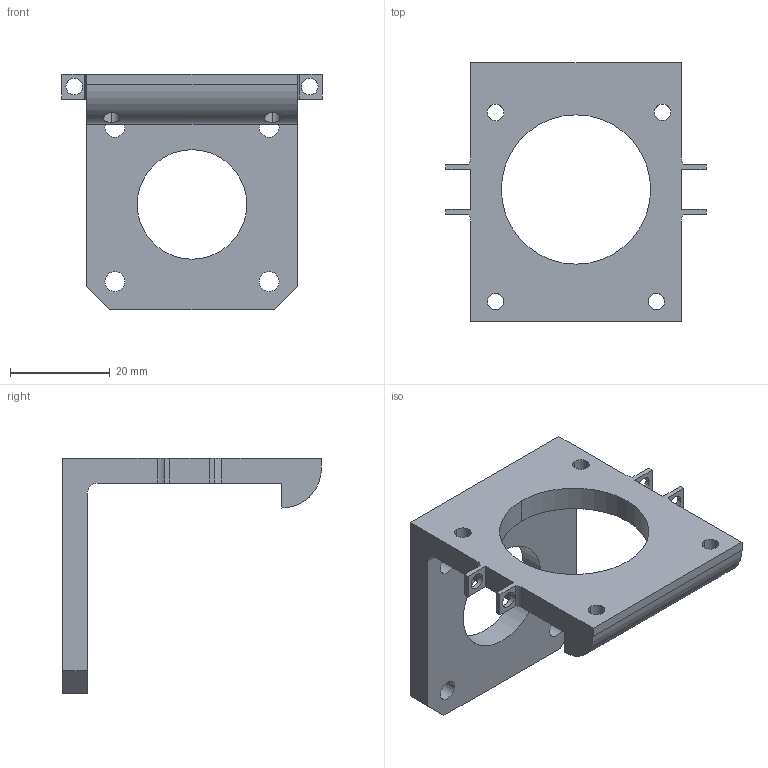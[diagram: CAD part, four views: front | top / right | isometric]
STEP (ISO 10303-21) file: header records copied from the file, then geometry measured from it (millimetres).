
FILE_DESCRIPTION((''),'2;1');
FILE_NAME('PIVOT_MOTOR_ATTACH','2020-12-29T20:03:39',('TINH LE'),(''),'CREO PARAMETRIC BY PTC INC, 2020154','CREO PARAMETRIC BY PTC INC, 2020154','');
FILE_SCHEMA(('CONFIG_CONTROL_DESIGN'));
Length unit declared in the file: millimetre
Products named in the file (1): PIVOT_MOTOR_ATTACH
Bounding box: 52.3 x 52 x 47.3 mm (x, y, z)
Volume: 15125.9 mm3; surface area: 8784.7 mm2
Topology: 1 solids, 1 shells, 61 faces, 177 edges, 118 vertices
Faces by surface type: cylinder 34, plane 27
Entity records: 2175 total; most frequent: CARTESIAN_POINT 410, DIRECTION 359, ORIENTED_EDGE 354, EDGE_CURVE 177, AXIS2_PLACEMENT_3D 125, VERTEX_POINT 118, VECTOR 109, LINE 109
